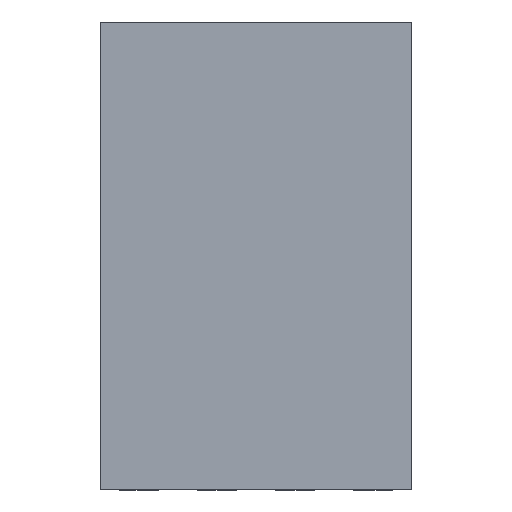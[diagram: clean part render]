
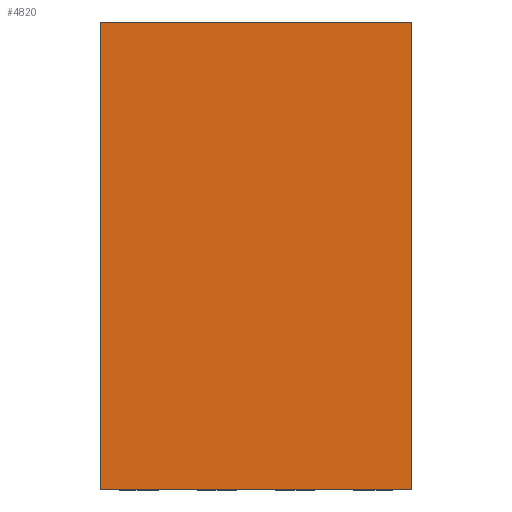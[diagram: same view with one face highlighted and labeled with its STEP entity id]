
A CAD part, top view. The second image highlights one B-rep face of the part: STEP entity #4820.
In plain terms, the highlighted face is planar.
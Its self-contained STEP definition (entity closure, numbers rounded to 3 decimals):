
#3744=DIRECTION('',(1.,0.,0.));
#3745=VECTOR('',#3744,2.);
#3746=CARTESIAN_POINT('',(-1.,0.975,1.5));
#3747=LINE('',#3746,#3745);
#3751=DIRECTION('',(0.,0.,1.));
#3752=VECTOR('',#3751,3.);
#3753=CARTESIAN_POINT('',(-1.,0.975,-1.5));
#3754=LINE('',#3753,#3752);
#3758=DIRECTION('',(-1.,0.,0.));
#3759=VECTOR('',#3758,2.);
#3760=CARTESIAN_POINT('',(1.,0.975,-1.5));
#3761=LINE('',#3760,#3759);
#3765=DIRECTION('',(0.,0.,-1.));
#3766=VECTOR('',#3765,3.);
#3767=CARTESIAN_POINT('',(1.,0.975,1.5));
#3768=LINE('',#3767,#3766);
#4091=CARTESIAN_POINT('',(-1.,0.975,1.5));
#4092=CARTESIAN_POINT('',(1.,0.975,1.5));
#4093=VERTEX_POINT('',#4091);
#4094=VERTEX_POINT('',#4092);
#4095=CARTESIAN_POINT('',(1.,0.975,-1.5));
#4096=VERTEX_POINT('',#4095);
#4097=CARTESIAN_POINT('',(-1.,0.975,-1.5));
#4098=VERTEX_POINT('',#4097);
#4808=CARTESIAN_POINT('',(0.,0.975,0.));
#4809=DIRECTION('',(0.,1.,0.));
#4810=DIRECTION('',(1.,0.,0.));
#4811=AXIS2_PLACEMENT_3D('',#4808,#4809,#4810);
#4812=PLANE('',#4811);
#4813=ORIENTED_EDGE('',*,*,#4679,.F.);
#4814=ORIENTED_EDGE('',*,*,#4755,.F.);
#4815=ORIENTED_EDGE('',*,*,#4452,.F.);
#4817=ORIENTED_EDGE('',*,*,#4816,.F.);
#4818=EDGE_LOOP('',(#4813,#4814,#4815,#4817));
#4819=FACE_OUTER_BOUND('',#4818,.F.);
#4820=ADVANCED_FACE('',(#4819),#4812,.T.);
#4452=EDGE_CURVE('',#4096,#4098,#3761,.T.);
#4679=EDGE_CURVE('',#4093,#4094,#3747,.T.);
#4755=EDGE_CURVE('',#4098,#4093,#3754,.T.);
#4816=EDGE_CURVE('',#4094,#4096,#3768,.T.);
